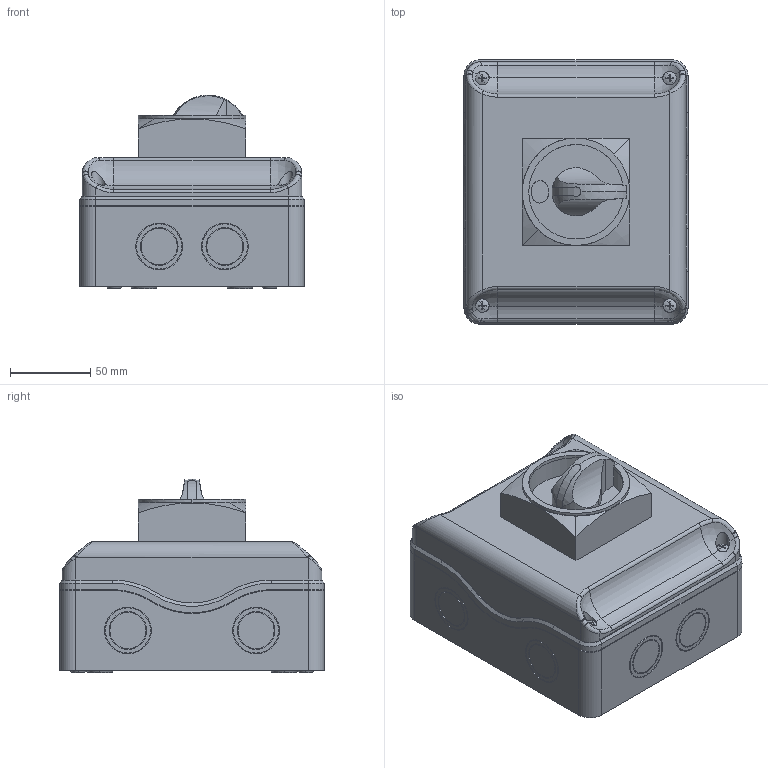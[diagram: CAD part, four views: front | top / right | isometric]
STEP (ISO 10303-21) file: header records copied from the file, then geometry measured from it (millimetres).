
FILE_DESCRIPTION(('CATIA V5 STEP Exchange','CAx-IF Rec.Pracs.--- Model Styling and Organization---1.5--- 2016-08-15','CAx-IF Rec.Pracs.---Supplemental Geometry---1.0---2011-11-01','CAx-IF Rec.Pracs.--- Composite Materials ---1.1---2010-07-15'),'2;1');
FILE_NAME ('D1641138_0', '2025-01-14T06:46:49+00:00', ('none'), ('Weidmueller'), 'CATIA Version 5-6 Release 2022 SP4 HF5', 'CATIA V5 STEP AP214 v3', 'none');
FILE_SCHEMA(('AUTOMOTIVE_DESIGN { 1 0 10303 214 1 1 1 1 }'));
Length unit declared in the file: millimetre
Products named in the file (1): S3D_AC_SB_M_XXX_4POL_CG_06kV
Bounding box: 140 x 165 x 121 mm (x, y, z)
Volume: 1833028 mm3; surface area: 105162.9 mm2
Topology: 1 solids, 1 shells, 390 faces, 952 edges, 618 vertices
Faces by surface type: cylinder 157, plane 140, cone 23, extrusion 23, sphere 18, bspline 15, torus 12, revolution 2
Entity records: 13080 total; most frequent: CARTESIAN_POINT 4364, ORIENTED_EDGE 1900, DIRECTION 1257, EDGE_CURVE 950, VERTEX_POINT 618, AXIS2_PLACEMENT_3D 603, EDGE_LOOP 446, VECTOR 421
